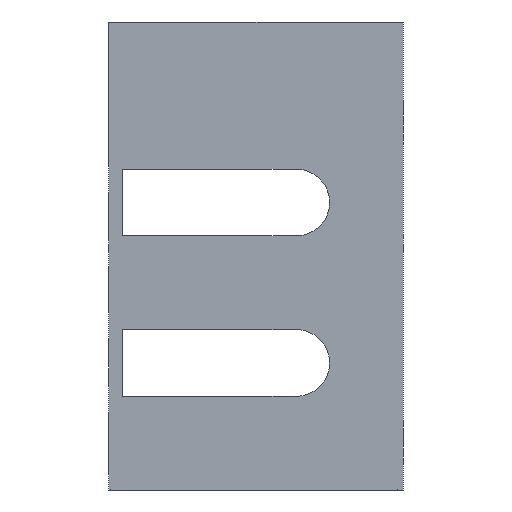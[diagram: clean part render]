
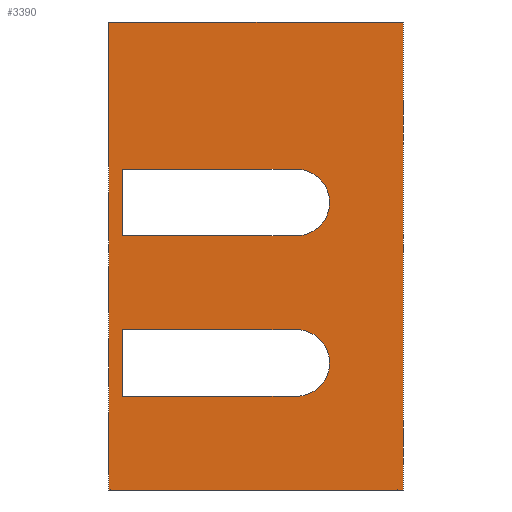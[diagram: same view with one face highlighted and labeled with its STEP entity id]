
A CAD part, left-side view. The second image highlights one B-rep face of the part: STEP entity #3390.
In plain terms, the highlighted planar face has unit normal (-1, 0, 0).
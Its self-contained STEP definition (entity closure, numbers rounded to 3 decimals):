
#134 = DIRECTION ( 'NONE',  ( 0., 0., 1. ) ) ;
#344 = VECTOR ( 'NONE', #13317, 1000. ) ;
#382 = FACE_BOUND ( 'NONE', #5608, .T. ) ;
#575 = VERTEX_POINT ( 'NONE', #3936 ) ;
#770 = DIRECTION ( 'NONE',  ( 1., 0., 0. ) ) ;
#1024 = CARTESIAN_POINT ( 'NONE',  ( -41., 8., -3.5 ) ) ;
#1184 = ORIENTED_EDGE ( 'NONE', *, *, #11709, .T. ) ;
#1325 = CARTESIAN_POINT ( 'NONE',  ( -41., 21., -17.5 ) ) ;
#1432 = VECTOR ( 'NONE', #10754, 1000. ) ;
#1450 = CARTESIAN_POINT ( 'NONE',  ( -41., 8., 8.5 ) ) ;
#1480 = VECTOR ( 'NONE', #134, 1000. ) ;
#1613 = VECTOR ( 'NONE', #9752, 1000. ) ;
#1950 = VECTOR ( 'NONE', #6791, 1000. ) ;
#2235 = EDGE_CURVE ( 'NONE', #4381, #3735, #5929, .T. ) ;
#2329 = CARTESIAN_POINT ( 'NONE',  ( -41., 0., -15.5 ) ) ;
#2516 = EDGE_CURVE ( 'NONE', #13171, #14098, #3710, .T. ) ;
#2586 = CARTESIAN_POINT ( 'NONE',  ( -41., 21., -3.5 ) ) ;
#2880 = DIRECTION ( 'NONE',  ( 0., -1., 0. ) ) ;
#2970 = EDGE_CURVE ( 'NONE', #3735, #7762, #12945, .T. ) ;
#3057 = AXIS2_PLACEMENT_3D ( 'NONE', #4695, #13098, #3433 ) ;
#3116 = DIRECTION ( 'NONE',  ( 0., 1., 0. ) ) ;
#3124 = VECTOR ( 'NONE', #12765, 1000. ) ;
#3126 = VECTOR ( 'NONE', #3116, 1000. ) ;
#3229 = DIRECTION ( 'NONE',  ( 0., 0., -1. ) ) ;
#3390 = ADVANCED_FACE ( 'NONE', ( #10202, #382, #15041 ), #3941, .F. ) ;
#3433 = DIRECTION ( 'NONE',  ( 0., 0., 1. ) ) ;
#3443 = VECTOR ( 'NONE', #2880, 1000. ) ;
#3667 = CARTESIAN_POINT ( 'NONE',  ( -41., 22., 19.5 ) ) ;
#3710 = CIRCLE ( 'NONE', #14319, 2.5 ) ;
#3735 = VERTEX_POINT ( 'NONE', #2586 ) ;
#3936 = CARTESIAN_POINT ( 'NONE',  ( -41., 21., 3.5 ) ) ;
#3941 = PLANE ( 'NONE',  #10133 ) ;
#3978 = LINE ( 'NONE', #13891, #3443 ) ;
#4184 = CARTESIAN_POINT ( 'NONE',  ( -41., 3., -17.5 ) ) ;
#4336 = ORIENTED_EDGE ( 'NONE', *, *, #12500, .F. ) ;
#4381 = VERTEX_POINT ( 'NONE', #13971 ) ;
#4516 = DIRECTION ( 'NONE',  ( 0., 0., 1. ) ) ;
#4604 = LINE ( 'NONE', #14588, #344 ) ;
#4695 = CARTESIAN_POINT ( 'NONE',  ( -41., 8., -6. ) ) ;
#4723 = LINE ( 'NONE', #9556, #3126 ) ;
#4921 = LINE ( 'NONE', #12201, #1613 ) ;
#5608 = EDGE_LOOP ( 'NONE', ( #5825, #7782, #6806, #1184 ) ) ;
#5653 = ORIENTED_EDGE ( 'NONE', *, *, #8745, .F. ) ;
#5825 = ORIENTED_EDGE ( 'NONE', *, *, #8621, .T. ) ;
#5905 = ORIENTED_EDGE ( 'NONE', *, *, #14821, .T. ) ;
#5929 = LINE ( 'NONE', #7354, #1432 ) ;
#6005 = EDGE_CURVE ( 'NONE', #10090, #13171, #3978, .T. ) ;
#6499 = CARTESIAN_POINT ( 'NONE',  ( -41., 22., -17.5 ) ) ;
#6603 = EDGE_LOOP ( 'NONE', ( #14435, #9493, #5653, #4336 ) ) ;
#6791 = DIRECTION ( 'NONE',  ( 0., 0., 1. ) ) ;
#6806 = ORIENTED_EDGE ( 'NONE', *, *, #2970, .T. ) ;
#6870 = CARTESIAN_POINT ( 'NONE',  ( -41., 8., 3.5 ) ) ;
#7014 = DIRECTION ( 'NONE',  ( 0., -1., 0. ) ) ;
#7354 = CARTESIAN_POINT ( 'NONE',  ( -41., 21., -17.5 ) ) ;
#7438 = DIRECTION ( 'NONE',  ( 0., 0., -1. ) ) ;
#7630 = EDGE_LOOP ( 'NONE', ( #11706, #13824, #13610, #5905 ) ) ;
#7635 = LINE ( 'NONE', #11269, #3124 ) ;
#7762 = VERTEX_POINT ( 'NONE', #1024 ) ;
#7782 = ORIENTED_EDGE ( 'NONE', *, *, #2235, .T. ) ;
#7910 = VECTOR ( 'NONE', #4516, 1000. ) ;
#8353 = EDGE_CURVE ( 'NONE', #13044, #10768, #4723, .T. ) ;
#8356 = CARTESIAN_POINT ( 'NONE',  ( -41., 21., -3.5 ) ) ;
#8516 = VECTOR ( 'NONE', #7014, 1000. ) ;
#8621 = EDGE_CURVE ( 'NONE', #15529, #4381, #4604, .T. ) ;
#8622 = CARTESIAN_POINT ( 'NONE',  ( -41., 8., -8.5 ) ) ;
#8745 = EDGE_CURVE ( 'NONE', #11785, #12453, #4921, .T. ) ;
#9018 = DIRECTION ( 'NONE',  ( 1., 0., 0. ) ) ;
#9493 = ORIENTED_EDGE ( 'NONE', *, *, #13777, .T. ) ;
#9502 = CARTESIAN_POINT ( 'NONE',  ( -41., 0., -17.5 ) ) ;
#9556 = CARTESIAN_POINT ( 'NONE',  ( -41., 0., -15.5 ) ) ;
#9614 = CIRCLE ( 'NONE', #3057, 2.5 ) ;
#9748 = EDGE_CURVE ( 'NONE', #575, #10090, #13361, .T. ) ;
#9752 = DIRECTION ( 'NONE',  ( 0., -1., 0. ) ) ;
#10048 = CARTESIAN_POINT ( 'NONE',  ( -41., 22., -15.5 ) ) ;
#10090 = VERTEX_POINT ( 'NONE', #10347 ) ;
#10133 = AXIS2_PLACEMENT_3D ( 'NONE', #4184, #9018, #7438 ) ;
#10202 = FACE_BOUND ( 'NONE', #7630, .T. ) ;
#10347 = CARTESIAN_POINT ( 'NONE',  ( -41., 21., 8.5 ) ) ;
#10754 = DIRECTION ( 'NONE',  ( 0., 0., 1. ) ) ;
#10768 = VERTEX_POINT ( 'NONE', #10048 ) ;
#11269 = CARTESIAN_POINT ( 'NONE',  ( -41., 21., 3.5 ) ) ;
#11706 = ORIENTED_EDGE ( 'NONE', *, *, #9748, .T. ) ;
#11709 = EDGE_CURVE ( 'NONE', #7762, #15529, #9614, .T. ) ;
#11785 = VERTEX_POINT ( 'NONE', #3667 ) ;
#12201 = CARTESIAN_POINT ( 'NONE',  ( -41., 21., 19.5 ) ) ;
#12453 = VERTEX_POINT ( 'NONE', #15501 ) ;
#12500 = EDGE_CURVE ( 'NONE', #10768, #11785, #14973, .T. ) ;
#12765 = DIRECTION ( 'NONE',  ( 0., 1., 0. ) ) ;
#12945 = LINE ( 'NONE', #8356, #8516 ) ;
#13044 = VERTEX_POINT ( 'NONE', #2329 ) ;
#13098 = DIRECTION ( 'NONE',  ( 1., 0., 0. ) ) ;
#13171 = VERTEX_POINT ( 'NONE', #1450 ) ;
#13317 = DIRECTION ( 'NONE',  ( 0., 1., 0. ) ) ;
#13361 = LINE ( 'NONE', #1325, #1480 ) ;
#13610 = ORIENTED_EDGE ( 'NONE', *, *, #2516, .T. ) ;
#13777 = EDGE_CURVE ( 'NONE', #13044, #12453, #15306, .T. ) ;
#13824 = ORIENTED_EDGE ( 'NONE', *, *, #6005, .T. ) ;
#13891 = CARTESIAN_POINT ( 'NONE',  ( -41., 8., 8.5 ) ) ;
#13971 = CARTESIAN_POINT ( 'NONE',  ( -41., 21., -8.5 ) ) ;
#14098 = VERTEX_POINT ( 'NONE', #6870 ) ;
#14319 = AXIS2_PLACEMENT_3D ( 'NONE', #15114, #770, #3229 ) ;
#14435 = ORIENTED_EDGE ( 'NONE', *, *, #8353, .F. ) ;
#14588 = CARTESIAN_POINT ( 'NONE',  ( -41., 8., -8.5 ) ) ;
#14821 = EDGE_CURVE ( 'NONE', #14098, #575, #7635, .T. ) ;
#14973 = LINE ( 'NONE', #6499, #1950 ) ;
#15041 = FACE_OUTER_BOUND ( 'NONE', #6603, .T. ) ;
#15114 = CARTESIAN_POINT ( 'NONE',  ( -41., 8., 6. ) ) ;
#15306 = LINE ( 'NONE', #9502, #7910 ) ;
#15501 = CARTESIAN_POINT ( 'NONE',  ( -41., 0., 19.5 ) ) ;
#15529 = VERTEX_POINT ( 'NONE', #8622 ) ;
